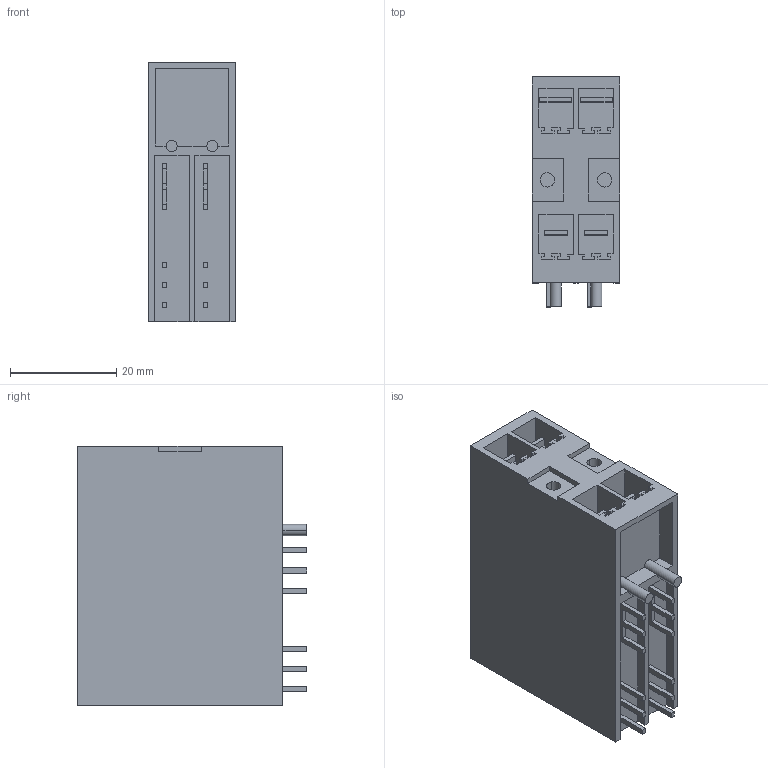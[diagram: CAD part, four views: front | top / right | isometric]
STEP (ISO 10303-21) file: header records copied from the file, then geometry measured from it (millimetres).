
FILE_DESCRIPTION(('CATIA V5 STEP Exchange','CAx-IF Rec.Pracs.--- Model Styling and Organization---1.2---2011-12-15'),'2;1');
FILE_NAME ('D1462036_0_2431410000_2431410000.stp','2017-11-04T09:03:58+00:00',('none'),('Weidmueller'),'CATIA Version 5-6 Release 2014','CATIA V5 STEP AP214','none');
FILE_SCHEMA(('AUTOMOTIVE_DESIGN { 1 0 10303 214 1 1 1 1 }'));
Length unit declared in the file: millimetre
Products named in the file (1): 2431410000
Bounding box: 16.46 x 43.2 x 48.9 mm (x, y, z)
Volume: 24932.2 mm3; surface area: 16345.2 mm2
Topology: 5 solids, 5 shells, 374 faces, 1061 edges, 707 vertices
Faces by surface type: plane 366, cylinder 8
Entity records: 11249 total; most frequent: ORIENTED_EDGE 2122, CARTESIAN_POINT 2006, DIRECTION 1535, EDGE_CURVE 1061, VECTOR 1045, LINE 1045, VERTEX_POINT 707, EDGE_LOOP 400
